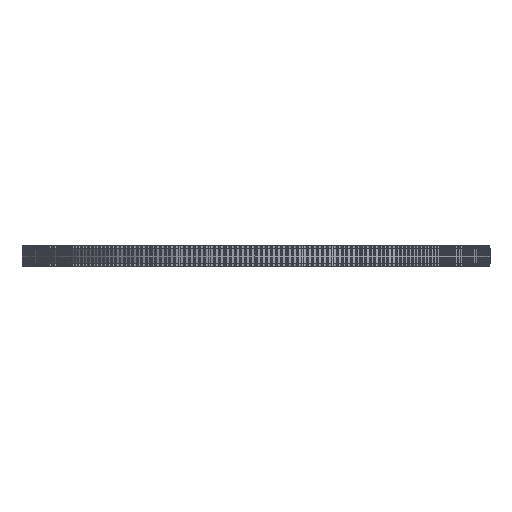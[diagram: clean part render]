
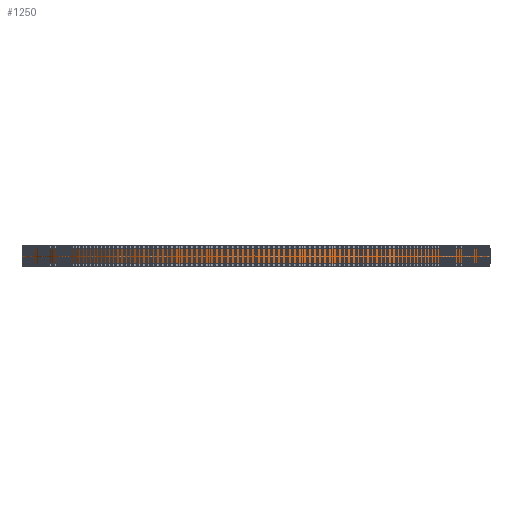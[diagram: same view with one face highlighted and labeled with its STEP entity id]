
A CAD part, front view. The second image highlights one B-rep face of the part: STEP entity #1250.
In plain terms, the highlighted cylindrical face has radius 89.763 mm (diameter 179.527 mm), a full revolution.
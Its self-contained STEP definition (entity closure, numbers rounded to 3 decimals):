
#97=FACE_BOUND('',#4640,.T.);
#98=FACE_BOUND('',#4641,.T.);
#1250=ADVANCED_FACE('',(#97,#98),#2379,.T.);
#2379=CYLINDRICAL_SURFACE('',#24959,89.763);
#4640=EDGE_LOOP('',(#13666));
#4641=EDGE_LOOP('',(#13667));
#13666=ORIENTED_EDGE('',*,*,#19310,.T.);
#13667=ORIENTED_EDGE('',*,*,#19311,.T.);
#15924=VERTEX_POINT('',#39640);
#15925=VERTEX_POINT('',#39642);
#19310=EDGE_CURVE('',#15924,#15924,#21568,.T.);
#19311=EDGE_CURVE('',#15925,#15925,#21569,.T.);
#21568=CIRCLE('',#24957,89.763);
#21569=CIRCLE('',#24958,89.763);
#24957=AXIS2_PLACEMENT_3D('',#39639,#32862,#32863);
#24958=AXIS2_PLACEMENT_3D('',#39641,#32864,#32865);
#24959=AXIS2_PLACEMENT_3D('',#39643,#32866,#32867);
#32862=DIRECTION('',(0.,0.,1.));
#32863=DIRECTION('',(1.,0.,0.));
#32864=DIRECTION('',(0.,0.,-1.));
#32865=DIRECTION('',(1.,0.,0.));
#32866=DIRECTION('',(0.,0.,1.));
#32867=DIRECTION('',(1.,0.,0.));
#39639=CARTESIAN_POINT('',(0.,0.,1.));
#39640=CARTESIAN_POINT('',(89.763,0.,1.));
#39641=CARTESIAN_POINT('',(0.,0.,7.));
#39642=CARTESIAN_POINT('',(89.763,0.,7.));
#39643=CARTESIAN_POINT('',(0.,0.,1.));
